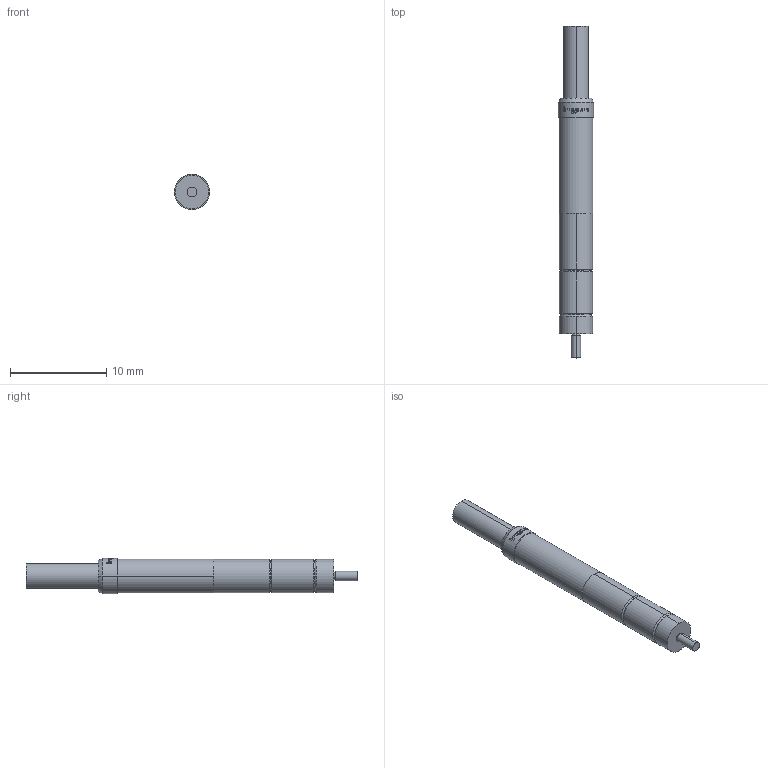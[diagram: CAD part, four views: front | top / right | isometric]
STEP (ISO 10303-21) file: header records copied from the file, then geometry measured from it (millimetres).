
FILE_DESCRIPTION (( 'STEP AP203' ), '1' );
FILE_NAME ('INGUN_HFS-110_305_115_A_xx02_B.STEP', '2022-04-27T12:21:47', ( 'ochi' ), ( '' ), 'SwSTEP 2.0', 'SolidWorks 2018', '' );
FILE_SCHEMA (( 'CONFIG_CONTROL_DESIGN' ));
Length unit declared in the file: millimetre
Products named in the file (1): INGUN_HFS-110_305_115_A_xx02_B
Bounding box: 3.65 x 34.5 x 3.65 mm (x, y, z)
Volume: 274.7 mm3; surface area: 369.2 mm2
Topology: 1 solids, 1 shells, 107 faces, 270 edges, 175 vertices
Faces by surface type: bspline 55, cylinder 24, plane 14, torus 10, sphere 2, cone 2
Entity records: 4284 total; most frequent: CARTESIAN_POINT 2119, ORIENTED_EDGE 536, EDGE_CURVE 268, DIRECTION 250, B_SPLINE_CURVE_WITH_KNOTS 186, VERTEX_POINT 175, EDGE_LOOP 119, AXIS2_PLACEMENT_3D 115
